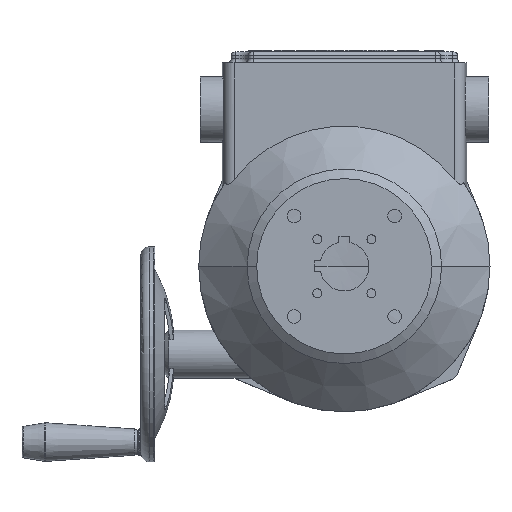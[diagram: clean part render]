
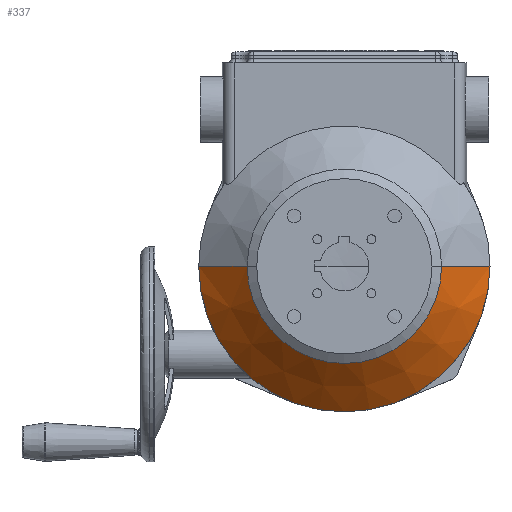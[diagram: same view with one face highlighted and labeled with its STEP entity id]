
A CAD part, front view. The second image highlights one B-rep face of the part: STEP entity #337.
In plain terms, the highlighted conical face has half-angle 47.219 degrees and reference radius 56.457 mm.
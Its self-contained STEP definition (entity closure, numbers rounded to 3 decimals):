
#79 = EDGE_CURVE ( 'NONE', #11794, #11743, #4789, .T. ) ;
#83 = EDGE_CURVE ( 'NONE', #11795, #11735, #4790, .T. ) ;
#337 = ADVANCED_FACE ( 'NONE', ( #13138 ), #13151, .T. ) ;
#499 = EDGE_CURVE ( 'NONE', #11795, #11794, #6286, .T. ) ;
#536 = EDGE_CURVE ( 'NONE', #11735, #11743, #6353, .T. ) ;
#1310 = ORIENTED_EDGE ( 'NONE', *, *, #83, .F. ) ;
#1311 = ORIENTED_EDGE ( 'NONE', *, *, #499, .T. ) ;
#1312 = ORIENTED_EDGE ( 'NONE', *, *, #79, .T. ) ;
#1313 = ORIENTED_EDGE ( 'NONE', *, *, #536, .F. ) ;
#2203 = EDGE_LOOP ( 'NONE', ( #1310, #1311, #1312, #1313 ) ) ;
#3238 = AXIS2_PLACEMENT_3D ( 'NONE', #3688, #3686, #3684 ) ;
#3295 = AXIS2_PLACEMENT_3D ( 'NONE', #6643, #6644, #6645 ) ;
#3299 = AXIS2_PLACEMENT_3D ( 'NONE', #6743, #6744, #6745 ) ;
#3684 = DIRECTION ( 'NONE',  ( -1., 0., 0. ) ) ;
#3686 = DIRECTION ( 'NONE',  ( 0., 1., 0. ) ) ;
#3688 = CARTESIAN_POINT ( 'NONE',  ( 0., -195.072, 0. ) ) ;
#4789 = LINE ( 'NONE', #5017, #4791 ) ;
#4790 = LINE ( 'NONE', #5042, #4792 ) ;
#4791 = VECTOR ( 'NONE', #5014, 1000. ) ;
#4792 = VECTOR ( 'NONE', #5065, 1000. ) ;
#5014 = DIRECTION ( 'NONE',  ( -0.734, 0.679, 0. ) ) ;
#5017 = CARTESIAN_POINT ( 'NONE',  ( -56.457, -195.072, 0. ) ) ;
#5042 = CARTESIAN_POINT ( 'NONE',  ( 56.457, -195.072, 0. ) ) ;
#5065 = DIRECTION ( 'NONE',  ( 0.734, 0.679, 0. ) ) ;
#6286 = CIRCLE ( 'NONE', #3295, 56.457 ) ;
#6353 = CIRCLE ( 'NONE', #3299, 84.582 ) ;
#6643 = CARTESIAN_POINT ( 'NONE',  ( 0., -195.072, 0. ) ) ;
#6644 = DIRECTION ( 'NONE',  ( 0., 1., 0. ) ) ;
#6645 = DIRECTION ( 'NONE',  ( -1., 0., 0. ) ) ;
#6743 = CARTESIAN_POINT ( 'NONE',  ( 0., -169.045, 0. ) ) ;
#6744 = DIRECTION ( 'NONE',  ( 0., 1., 0. ) ) ;
#6745 = DIRECTION ( 'NONE',  ( -1., 0., 0. ) ) ;
#11346 = CARTESIAN_POINT ( 'NONE',  ( 84.582, -169.045, 0. ) ) ;
#11353 = CARTESIAN_POINT ( 'NONE',  ( -84.582, -169.045, 0. ) ) ;
#11404 = CARTESIAN_POINT ( 'NONE',  ( -56.457, -195.072, 0. ) ) ;
#11405 = CARTESIAN_POINT ( 'NONE',  ( 56.457, -195.072, 0. ) ) ;
#11735 = VERTEX_POINT ( 'NONE', #11346 ) ;
#11743 = VERTEX_POINT ( 'NONE', #11353 ) ;
#11794 = VERTEX_POINT ( 'NONE', #11404 ) ;
#11795 = VERTEX_POINT ( 'NONE', #11405 ) ;
#13138 = FACE_OUTER_BOUND ( 'NONE', #2203, .T. ) ;
#13151 = CONICAL_SURFACE ( 'NONE', #3238, 56.457, 0.824 ) ;
